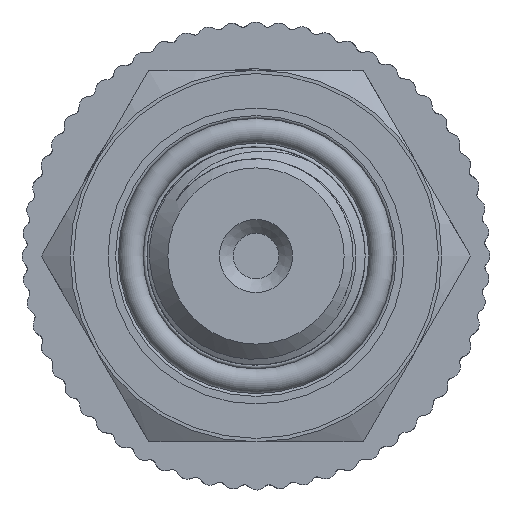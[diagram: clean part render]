
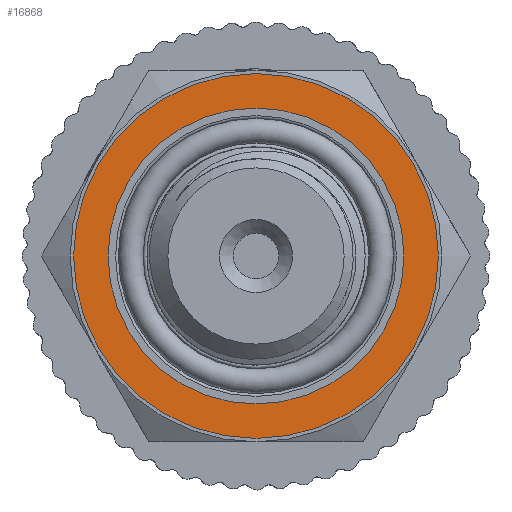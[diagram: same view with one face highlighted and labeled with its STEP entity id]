
A CAD part, left-side view. The second image highlights one B-rep face of the part: STEP entity #16868.
In plain terms, the highlighted planar face has unit normal (-1, 0, 0).
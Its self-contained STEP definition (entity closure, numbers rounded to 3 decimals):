
#220=PLANE('',#17778);
#929=FACE_BOUND('',#2302,.T.);
#1330=FACE_OUTER_BOUND('',#2301,.T.);
#2301=EDGE_LOOP('',(#13060));
#2302=EDGE_LOOP('',(#13061));
#3015=CIRCLE('',#17724,13.25);
#3047=CIRCLE('',#17777,10.75);
#7339=VERTEX_POINT('',#35975);
#7367=VERTEX_POINT('',#37931);
#9402=EDGE_CURVE('',#7339,#7339,#3015,.T.);
#9451=EDGE_CURVE('',#7367,#7367,#3047,.T.);
#13060=ORIENTED_EDGE('',*,*,#9402,.T.);
#13061=ORIENTED_EDGE('',*,*,#9451,.T.);
#16868=ADVANCED_FACE('',(#1330,#929),#220,.T.);
#17724=AXIS2_PLACEMENT_3D('',#35977,#19145,#19146);
#17777=AXIS2_PLACEMENT_3D('',#37932,#19260,#19261);
#17778=AXIS2_PLACEMENT_3D('',#37934,#19263,#19264);
#19145=DIRECTION('center_axis',(-1.,0.,0.));
#19146=DIRECTION('ref_axis',(0.,1.,0.));
#19260=DIRECTION('center_axis',(1.,0.,0.));
#19261=DIRECTION('ref_axis',(0.,0.,-1.));
#19263=DIRECTION('center_axis',(-1.,0.,0.));
#19264=DIRECTION('ref_axis',(0.,0.,1.));
#35975=CARTESIAN_POINT('',(-48.,-13.25,0.));
#35977=CARTESIAN_POINT('Origin',(-48.,0.,0.));
#37931=CARTESIAN_POINT('',(-48.,-10.75,0.));
#37932=CARTESIAN_POINT('Origin',(-48.,0.,0.));
#37934=CARTESIAN_POINT('Origin',(-48.,13.5,0.));
